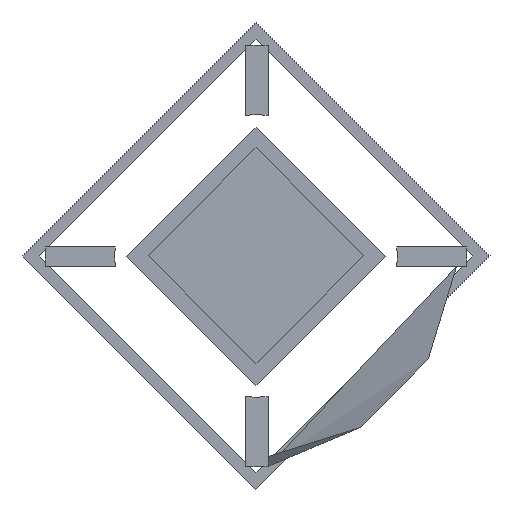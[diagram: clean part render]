
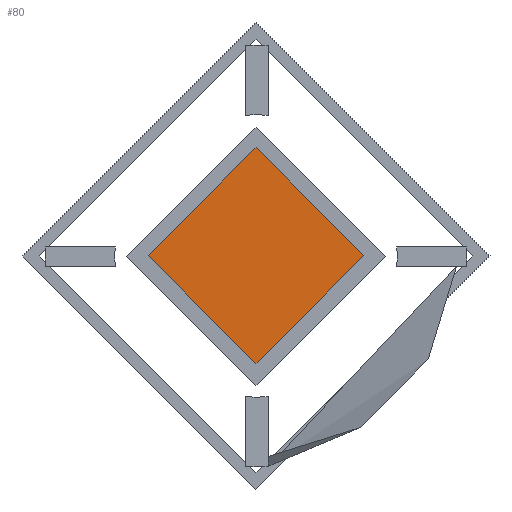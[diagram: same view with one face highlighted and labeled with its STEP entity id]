
A CAD part, top view. The second image highlights one B-rep face of the part: STEP entity #80.
In plain terms, the highlighted planar face has unit normal (0, 0, 1).
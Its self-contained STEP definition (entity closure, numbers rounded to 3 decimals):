
#80 = ADVANCED_FACE( '', ( #179 ), #180, .F. );
#179 = FACE_OUTER_BOUND( '', #297, .T. );
#180 = PLANE( '', #298 );
#297 = EDGE_LOOP( '', ( #494 ) );
#298 = AXIS2_PLACEMENT_3D( '', #495, #496, #497 );
#494 = ORIENTED_EDGE( '', *, *, #698, .T. );
#495 = CARTESIAN_POINT( '', ( 0., 5.683, 21. ) );
#496 = DIRECTION( '', ( 0., 0., -1. ) );
#497 = DIRECTION( '', ( -1., 0., 0. ) );
#698 = EDGE_CURVE( '', #823, #823, #824, .T. );
#823 = VERTEX_POINT( '', #1167 );
#824 = CIRCLE( '', #1168, 5.683 );
#1167 = CARTESIAN_POINT( '', ( 5.683, 0., 21. ) );
#1168 = AXIS2_PLACEMENT_3D( '', #1550, #1551, #1552 );
#1550 = CARTESIAN_POINT( '', ( 0., 0., 21. ) );
#1551 = DIRECTION( '', ( 0., 0., 1. ) );
#1552 = DIRECTION( '', ( 1., 0., 0. ) );
